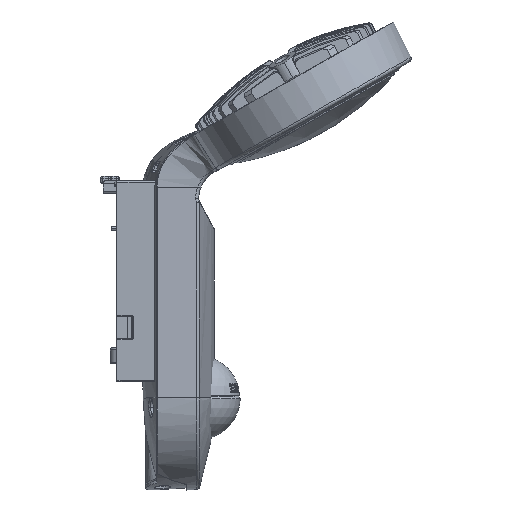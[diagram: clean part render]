
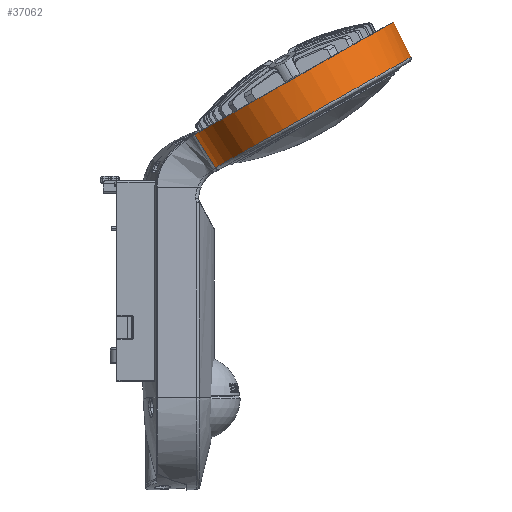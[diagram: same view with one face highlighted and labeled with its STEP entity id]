
A CAD part, front view. The second image highlights one B-rep face of the part: STEP entity #37062.
In plain terms, the highlighted free-form (B-spline) face has degree [5, 1] with [9, 2] control points.
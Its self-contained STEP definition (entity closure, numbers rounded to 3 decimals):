
#35942=CARTESIAN_POINT('Vertex',(117.063,-42.,156.657)) ;
#36027=CARTESIAN_POINT('Vertex',(30.121,-48.983,107.428)) ;
#36031=CARTESIAN_POINT('Control Point',(30.121,-48.983,107.428)) ;
#36032=CARTESIAN_POINT('Control Point',(31.947,-63.923,108.461)) ;
#36033=CARTESIAN_POINT('Control Point',(38.653,-78.051,112.259)) ;
#36034=CARTESIAN_POINT('Control Point',(49.861,-88.509,118.605)) ;
#36035=CARTESIAN_POINT('Control Point',(76.736,-97.737,133.823)) ;
#36036=CARTESIAN_POINT('Control Point',(102.264,-84.336,148.278)) ;
#36037=CARTESIAN_POINT('Control Point',(112.127,-72.183,153.863)) ;
#36038=CARTESIAN_POINT('Control Point',(117.063,-57.092,156.657)) ;
#36039=CARTESIAN_POINT('Control Point',(117.063,-42.,156.657)) ;
#36982=CARTESIAN_POINT('Control Point',(117.063,-42.,156.657)) ;
#36983=CARTESIAN_POINT('Control Point',(118.59,-42.,153.597)) ;
#36984=CARTESIAN_POINT('Control Point',(120.117,-42.,150.536)) ;
#36985=CARTESIAN_POINT('Control Point',(121.644,-42.,147.476)) ;
#36986=CARTESIAN_POINT('Control Point',(123.172,-42.,144.415)) ;
#36987=CARTESIAN_POINT('Control Point',(124.699,-42.,141.355)) ;
#36988=CARTESIAN_POINT('Vertex',(124.699,-42.,141.355)) ;
#37007=CARTESIAN_POINT('Control Point',(29.696,-42.,107.187)) ;
#37008=CARTESIAN_POINT('Control Point',(40.448,-42.,90.323)) ;
#37009=CARTESIAN_POINT('Control Point',(29.696,-58.716,107.187)) ;
#37010=CARTESIAN_POINT('Control Point',(40.448,-58.368,90.323)) ;
#37011=CARTESIAN_POINT('Control Point',(35.751,-75.432,110.615)) ;
#37012=CARTESIAN_POINT('Control Point',(46.377,-74.735,93.68)) ;
#37013=CARTESIAN_POINT('Control Point',(47.844,-88.114,117.463)) ;
#37014=CARTESIAN_POINT('Control Point',(58.217,-87.152,100.385)) ;
#37015=CARTESIAN_POINT('Control Point',(76.258,-98.322,133.552)) ;
#37016=CARTESIAN_POINT('Control Point',(86.039,-97.148,116.138)) ;
#37017=CARTESIAN_POINT('Control Point',(102.699,-83.794,148.524)) ;
#37018=CARTESIAN_POINT('Control Point',(111.928,-82.922,130.798)) ;
#37019=CARTESIAN_POINT('Control Point',(112.272,-71.737,153.945)) ;
#37020=CARTESIAN_POINT('Control Point',(121.303,-71.117,136.106)) ;
#37021=CARTESIAN_POINT('Control Point',(117.063,-56.868,156.657)) ;
#37022=CARTESIAN_POINT('Control Point',(125.993,-56.558,138.762)) ;
#37023=CARTESIAN_POINT('Control Point',(117.063,-42.,156.657)) ;
#37024=CARTESIAN_POINT('Control Point',(125.993,-42.,138.762)) ;
#37026=CARTESIAN_POINT('Control Point',(30.121,-48.983,107.428)) ;
#37027=CARTESIAN_POINT('Control Point',(33.188,-48.983,102.622)) ;
#37028=CARTESIAN_POINT('Control Point',(36.255,-48.983,97.817)) ;
#37029=CARTESIAN_POINT('Control Point',(39.323,-48.982,93.011)) ;
#37030=CARTESIAN_POINT('Vertex',(39.323,-48.982,93.011)) ;
#37034=CARTESIAN_POINT('Control Point',(39.323,-48.982,93.011)) ;
#37035=CARTESIAN_POINT('Control Point',(40.38,-57.475,93.61)) ;
#37036=CARTESIAN_POINT('Control Point',(43.043,-65.7,95.118)) ;
#37037=CARTESIAN_POINT('Control Point',(47.246,-73.115,97.498)) ;
#37038=CARTESIAN_POINT('Control Point',(55.643,-82.537,102.253)) ;
#37039=CARTESIAN_POINT('Control Point',(66.079,-88.229,108.162)) ;
#37040=CARTESIAN_POINT('Control Point',(69.92,-89.719,110.337)) ;
#37041=CARTESIAN_POINT('Control Point',(81.227,-92.46,116.739)) ;
#37042=CARTESIAN_POINT('Control Point',(92.893,-90.808,123.345)) ;
#37043=CARTESIAN_POINT('Control Point',(100.148,-87.823,127.453)) ;
#37044=CARTESIAN_POINT('Control Point',(110.069,-80.609,133.071)) ;
#37045=CARTESIAN_POINT('Control Point',(117.299,-70.258,137.165)) ;
#37046=CARTESIAN_POINT('Control Point',(119.448,-66.308,138.382)) ;
#37047=CARTESIAN_POINT('Control Point',(122.162,-59.704,139.918)) ;
#37048=CARTESIAN_POINT('Control Point',(123.776,-52.673,140.832)) ;
#37049=CARTESIAN_POINT('Control Point',(124.213,-50.075,141.08)) ;
#37050=CARTESIAN_POINT('Control Point',(124.558,-46.89,141.275)) ;
#37051=CARTESIAN_POINT('Control Point',(124.678,-43.691,141.343)) ;
#37052=CARTESIAN_POINT('Control Point',(124.692,-43.126,141.351)) ;
#37053=CARTESIAN_POINT('Control Point',(124.699,-42.564,141.355)) ;
#37054=CARTESIAN_POINT('Control Point',(124.699,-42.,141.355)) ;
#37057=ORIENTED_EDGE('',*,*,#36040,.F.) ;
#37058=ORIENTED_EDGE('',*,*,#37032,.T.) ;
#37059=ORIENTED_EDGE('',*,*,#37055,.T.) ;
#37060=ORIENTED_EDGE('',*,*,#36990,.F.) ;
#37062=ADVANCED_FACE('Body.6',(#37061),#37006,.F.) ;
#36030=B_SPLINE_CURVE_WITH_KNOTS('',5,(#36031,#36032,#36033,#36034,#36035,#36036,#36037,#36038,#36039),.UNSPECIFIED.,.F.,.U.,(6,3,6),(0.,74.676,149.352),.UNSPECIFIED.) ;
#36981=B_SPLINE_CURVE_WITH_KNOTS('',5,(#36982,#36983,#36984,#36985,#36986,#36987),.UNSPECIFIED.,.F.,.U.,(6,6),(0.,17.102),.UNSPECIFIED.) ;
#37025=B_SPLINE_CURVE_WITH_KNOTS('',3,(#37026,#37027,#37028,#37029),.UNSPECIFIED.,.F.,.U.,(4,4),(0.,24.186),.UNSPECIFIED.) ;
#37033=B_SPLINE_CURVE_WITH_KNOTS('',5,(#37034,#37035,#37036,#37037,#37038,#37039,#37040,#37041,#37042,#37043,#37044,#37045,#37046,#37047,#37048,#37049,#37050,#37051,#37052,#37053,#37054),.UNSPECIFIED.,.F.,.U.,(6,3,3,3,3,3,6),(238.578,298.576,330.883,390.845,423.148,441.597,445.537),.UNSPECIFIED.) ;
#37006=B_SPLINE_SURFACE_WITH_KNOTS('',5,1,((#37007,#37008),(#37009,#37010),(#37011,#37012),(#37013,#37014),(#37015,#37016),(#37017,#37018),(#37019,#37020),(#37021,#37022),(#37023,#37024)),.UNSPECIFIED.,.F.,.F.,.U.,(6,3,6),(2,2),(0.,82.714,156.286),(0.,20.),.UNSPECIFIED.) ;
#36040=EDGE_CURVE('',#36028,#35943,#36030,.T.) ;
#36990=EDGE_CURVE('',#35943,#36989,#36981,.T.) ;
#37032=EDGE_CURVE('',#36028,#37031,#37025,.T.) ;
#37055=EDGE_CURVE('',#37031,#36989,#37033,.T.) ;
#37056=EDGE_LOOP('',(#37057,#37058,#37059,#37060)) ;
#37061=FACE_OUTER_BOUND('',#37056,.T.) ;
#35943=VERTEX_POINT('',#35942) ;
#36028=VERTEX_POINT('',#36027) ;
#36989=VERTEX_POINT('',#36988) ;
#37031=VERTEX_POINT('',#37030) ;
